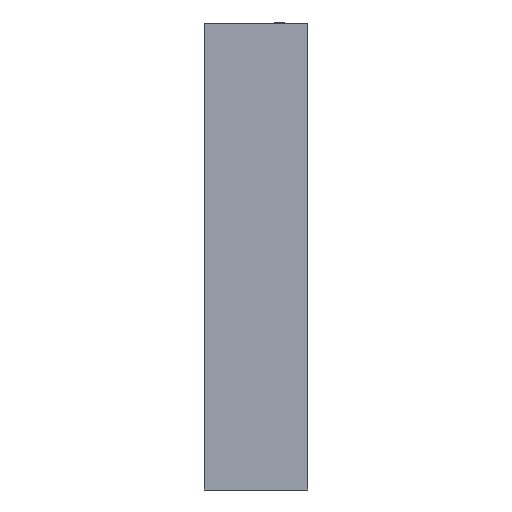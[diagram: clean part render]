
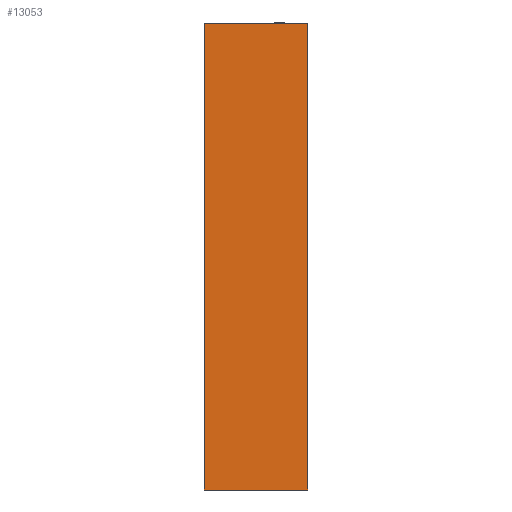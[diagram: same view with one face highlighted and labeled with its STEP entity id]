
A CAD part, left-side view. The second image highlights one B-rep face of the part: STEP entity #13053.
In plain terms, the highlighted planar face has unit normal (-1, 0, 0).
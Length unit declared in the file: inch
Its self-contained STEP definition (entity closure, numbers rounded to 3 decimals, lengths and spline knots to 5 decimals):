
#3076 = DIRECTION ( 'NONE',  ( 0., -1., 0. ) ) ;
#3077 = VECTOR ( 'NONE', #3076, 39.37008 ) ;
#3078 = CARTESIAN_POINT ( 'NONE',  ( -12.37449, 0., 12.37449 ) ) ;
#3079 = LINE ( 'NONE', #3078, #3077 ) ;
#3094 = CARTESIAN_POINT ( 'NONE',  ( -12.37449, 0., 12.37449 ) ) ;
#3095 = CARTESIAN_POINT ( 'NONE',  ( -12.37449, 5.5, 12.37449 ) ) ;
#10087 = DIRECTION ( 'NONE',  ( 0., 0., 1. ) ) ;
#10088 = VECTOR ( 'NONE', #10087, 39.37008 ) ;
#10089 = CARTESIAN_POINT ( 'NONE',  ( -12.37449, 5.5, -12.37449 ) ) ;
#10090 = LINE ( 'NONE', #10089, #10088 ) ;
#10091 = DIRECTION ( 'NONE',  ( 0., 0., 1. ) ) ;
#10092 = DIRECTION ( 'NONE',  ( -1., 0., 0. ) ) ;
#10093 = CARTESIAN_POINT ( 'NONE',  ( -12.37449, 0., -12.37449 ) ) ;
#10094 = AXIS2_PLACEMENT_3D ( 'NONE', #10093, #10092, #10091 ) ;
#10095 = PLANE ( 'NONE',  #10094 ) ;
#10096 = FACE_OUTER_BOUND ( 'NONE', #13054, .T. ) ;
#10139 = CARTESIAN_POINT ( 'NONE',  ( -12.37449, 5.5, -12.37449 ) ) ;
#10227 = DIRECTION ( 'NONE',  ( 0., 1., 0. ) ) ;
#10228 = VECTOR ( 'NONE', #10227, 39.37008 ) ;
#10229 = CARTESIAN_POINT ( 'NONE',  ( -12.37449, 0., -12.37449 ) ) ;
#10307 = LINE ( 'NONE', #10229, #10228 ) ;
#10646 = CARTESIAN_POINT ( 'NONE',  ( -12.37449, 0., -12.37449 ) ) ;
#10647 = DIRECTION ( 'NONE',  ( 0., 0., 1. ) ) ;
#10648 = VECTOR ( 'NONE', #10647, 39.37008 ) ;
#10658 = CARTESIAN_POINT ( 'NONE',  ( -12.37449, 0., -12.37449 ) ) ;
#10659 = LINE ( 'NONE', #10658, #10648 ) ;
#11359 = EDGE_CURVE ( 'NONE', #11360, #11361, #3079, .T. ) ;
#11360 = VERTEX_POINT ( 'NONE', #3095 ) ;
#11361 = VERTEX_POINT ( 'NONE', #3094 ) ;
#13053 = ADVANCED_FACE ( 'NONE', ( #10096 ), #10095, .T. ) ;
#13054 = EDGE_LOOP ( 'NONE', ( #13055, #13056, #13057, #13060 ) ) ;
#13055 = ORIENTED_EDGE ( 'NONE', *, *, #13275, .T. ) ;
#13056 = ORIENTED_EDGE ( 'NONE', *, *, #11359, .F. ) ;
#13057 = ORIENTED_EDGE ( 'NONE', *, *, #13058, .F. ) ;
#13058 = EDGE_CURVE ( 'NONE', #13059, #11360, #10090, .T. ) ;
#13059 = VERTEX_POINT ( 'NONE', #10139 ) ;
#13060 = ORIENTED_EDGE ( 'NONE', *, *, #13062, .F. ) ;
#13062 = EDGE_CURVE ( 'NONE', #13276, #13059, #10307, .T. ) ;
#13275 = EDGE_CURVE ( 'NONE', #13276, #11361, #10659, .T. ) ;
#13276 = VERTEX_POINT ( 'NONE', #10646 ) ;
